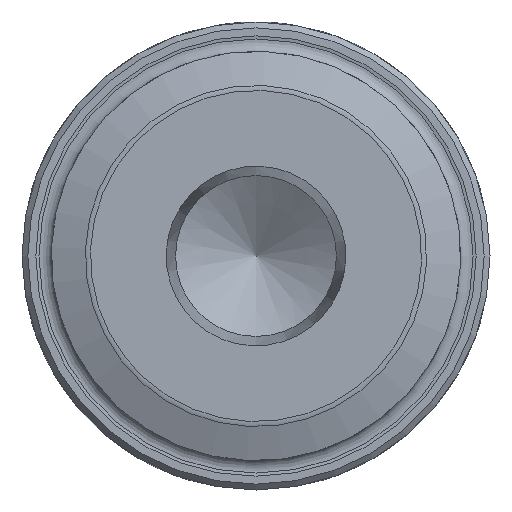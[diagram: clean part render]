
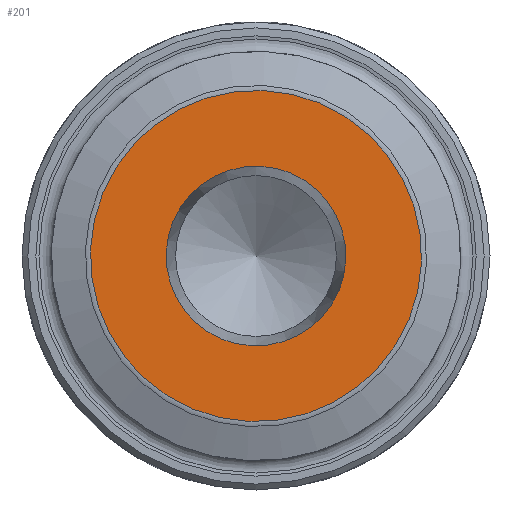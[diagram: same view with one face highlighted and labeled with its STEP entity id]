
A CAD part, left-side view. The second image highlights one B-rep face of the part: STEP entity #201.
In plain terms, the highlighted planar face has unit normal (-1, 0, 0).
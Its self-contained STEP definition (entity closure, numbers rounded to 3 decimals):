
#201=ADVANCED_FACE('',(#298,#299),#223,.T.);
#223=PLANE('',#823);
#298=FACE_BOUND('',#383,.T.);
#299=FACE_BOUND('',#384,.T.);
#383=EDGE_LOOP('',(#547));
#384=EDGE_LOOP('',(#548));
#547=ORIENTED_EDGE('',*,*,#699,.F.);
#548=ORIENTED_EDGE('',*,*,#702,.F.);
#616=VERTEX_POINT('',#1864);
#619=VERTEX_POINT('',#1873);
#699=EDGE_CURVE('',#616,#616,#727,.T.);
#702=EDGE_CURVE('',#619,#619,#730,.T.);
#727=CIRCLE('',#816,6.141);
#730=CIRCLE('',#822,11.324);
#816=AXIS2_PLACEMENT_3D('',#1863,#1002,#1003);
#822=AXIS2_PLACEMENT_3D('',#1872,#1014,#1015);
#823=AXIS2_PLACEMENT_3D('',#1874,#1016,#1017);
#1002=DIRECTION('',(-1.,0.,0.));
#1003=DIRECTION('',(0.,0.382,-0.924));
#1014=DIRECTION('',(1.,0.,0.));
#1015=DIRECTION('',(0.,-0.382,0.924));
#1016=DIRECTION('',(-1.,0.,0.));
#1017=DIRECTION('',(0.,0.382,-0.924));
#1863=CARTESIAN_POINT('',(-10.,0.,0.));
#1864=CARTESIAN_POINT('',(-10.,2.345,-5.676));
#1872=CARTESIAN_POINT('',(-10.,0.,0.));
#1873=CARTESIAN_POINT('',(-10.,-4.324,10.466));
#1874=CARTESIAN_POINT('',(-10.,4.324,-10.466));
